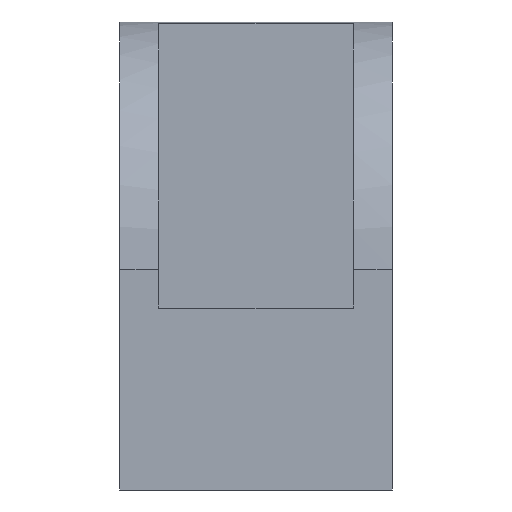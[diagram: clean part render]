
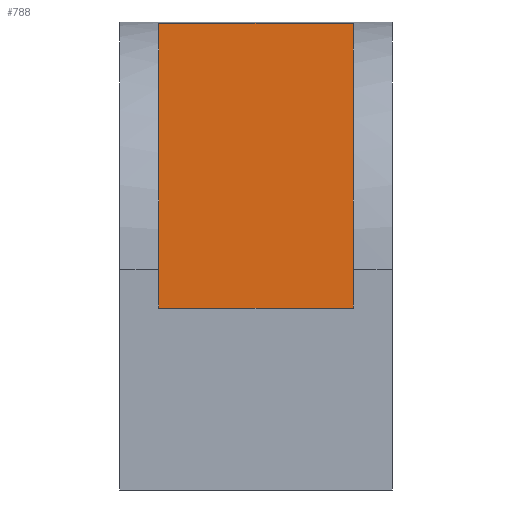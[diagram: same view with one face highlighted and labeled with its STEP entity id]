
A CAD part, front view. The second image highlights one B-rep face of the part: STEP entity #788.
In plain terms, the highlighted planar face has unit normal (0, -1, 0).
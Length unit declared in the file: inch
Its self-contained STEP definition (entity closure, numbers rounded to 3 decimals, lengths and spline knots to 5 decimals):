
#606=CARTESIAN_POINT('',(-0.295,-1.525,1.41363));
#607=VERTEX_POINT('',#606);
#615=CARTESIAN_POINT('',(0.295,-1.525,1.41363));
#616=VERTEX_POINT('',#615);
#617=CARTESIAN_POINT('',(-0.295,-1.525,1.41363));
#618=DIRECTION('',(1.0,0.0,0.0));
#619=VECTOR('',#618,0.59);
#620=LINE('',#617,#619);
#621=EDGE_CURVE('',#607,#616,#620,.T.);
#740=CARTESIAN_POINT('',(0.295,-1.525,0.551));
#741=VERTEX_POINT('',#740);
#742=CARTESIAN_POINT('',(0.295,-1.525,1.41363));
#743=DIRECTION('',(0.0,0.0,-1.0));
#744=VECTOR('',#743,0.86263);
#745=LINE('',#742,#744);
#746=EDGE_CURVE('',#616,#741,#745,.T.);
#765=CARTESIAN_POINT('',(0.295,-1.525,1.417));
#766=DIRECTION('',(0.0,1.0,0.0));
#767=DIRECTION('',(0.0,0.0,1.0));
#768=AXIS2_PLACEMENT_3D('',#765,#766,#767);
#769=PLANE('',#768);
#770=ORIENTED_EDGE('',*,*,#621,.F.);
#771=CARTESIAN_POINT('',(-0.295,-1.525,0.551));
#772=VERTEX_POINT('',#771);
#773=CARTESIAN_POINT('',(-0.295,-1.525,1.41363));
#774=DIRECTION('',(0.0,0.0,-1.0));
#775=VECTOR('',#774,0.86263);
#776=LINE('',#773,#775);
#777=EDGE_CURVE('',#607,#772,#776,.T.);
#778=ORIENTED_EDGE('',*,*,#777,.T.);
#779=CARTESIAN_POINT('',(0.295,-1.525,0.551));
#780=DIRECTION('',(-1.0,0.0,0.0));
#781=VECTOR('',#780,0.59);
#782=LINE('',#779,#781);
#783=EDGE_CURVE('',#741,#772,#782,.T.);
#784=ORIENTED_EDGE('',*,*,#783,.F.);
#785=ORIENTED_EDGE('',*,*,#746,.F.);
#786=EDGE_LOOP('',(#770,#778,#784,#785));
#787=FACE_OUTER_BOUND('',#786,.T.);
#788=ADVANCED_FACE('',(#787),#769,.F.);
